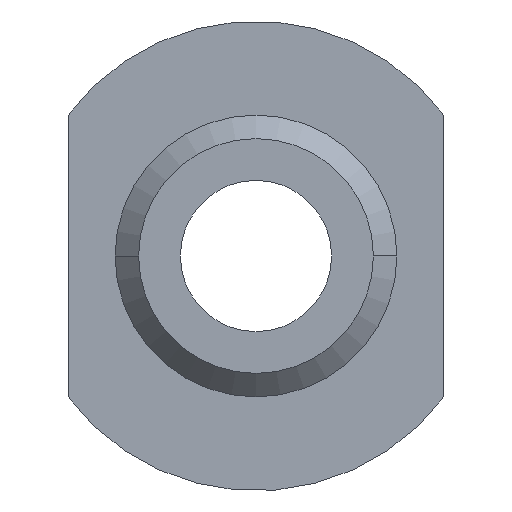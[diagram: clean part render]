
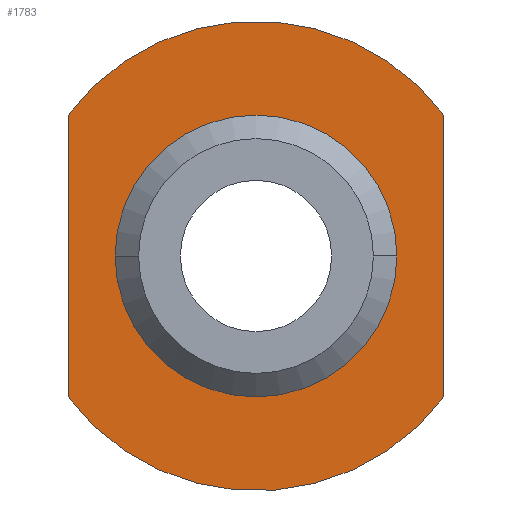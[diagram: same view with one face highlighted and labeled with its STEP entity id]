
A CAD part, left-side view. The second image highlights one B-rep face of the part: STEP entity #1783.
In plain terms, the highlighted planar face has unit normal (-1, 0, 0).
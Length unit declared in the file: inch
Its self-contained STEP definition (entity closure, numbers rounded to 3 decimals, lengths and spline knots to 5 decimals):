
#16 = ORIENTED_EDGE ( 'NONE', *, *, #563, .T. ) ;
#63 = DIRECTION ( 'NONE',  ( 0., 1., 0. ) ) ;
#65 = EDGE_CURVE ( 'NONE', #1127, #1348, #2234, .T. ) ;
#80 = DIRECTION ( 'NONE',  ( 1., 0., 0. ) ) ;
#99 = CIRCLE ( 'NONE', #2567, 0.25 ) ;
#226 = DIRECTION ( 'NONE',  ( 1., 0., 0. ) ) ;
#263 = ORIENTED_EDGE ( 'NONE', *, *, #65, .F. ) ;
#289 = FACE_BOUND ( 'NONE', #2507, .T. ) ;
#415 = CARTESIAN_POINT ( 'NONE',  ( -0.25, -0.15, 0. ) ) ;
#420 = AXIS2_PLACEMENT_3D ( 'NONE', #1542, #80, #63 ) ;
#486 = ORIENTED_EDGE ( 'NONE', *, *, #1187, .F. ) ;
#499 = CIRCLE ( 'NONE', #1047, 0.15 ) ;
#552 = DIRECTION ( 'NONE',  ( 0., 1., 0. ) ) ;
#553 = DIRECTION ( 'NONE',  ( -1., 0., 0. ) ) ;
#563 = EDGE_CURVE ( 'NONE', #1775, #691, #499, .T. ) ;
#594 = EDGE_CURVE ( 'NONE', #2490, #2665, #2399, .T. ) ;
#691 = VERTEX_POINT ( 'NONE', #415 ) ;
#763 = ORIENTED_EDGE ( 'NONE', *, *, #2402, .F. ) ;
#827 = DIRECTION ( 'NONE',  ( 0., 1., 0. ) ) ;
#834 = DIRECTION ( 'NONE',  ( 0., 1., 0. ) ) ;
#857 = ORIENTED_EDGE ( 'NONE', *, *, #594, .F. ) ;
#931 = VECTOR ( 'NONE', #986, 39.37008 ) ;
#986 = DIRECTION ( 'NONE',  ( 0., 0., 1. ) ) ;
#1021 = CARTESIAN_POINT ( 'NONE',  ( -0.25, 0., 0. ) ) ;
#1023 = CIRCLE ( 'NONE', #2799, 0.15 ) ;
#1043 = DIRECTION ( 'NONE',  ( 1., 0., 0. ) ) ;
#1047 = AXIS2_PLACEMENT_3D ( 'NONE', #1021, #1043, #827 ) ;
#1115 = CARTESIAN_POINT ( 'NONE',  ( -0.25, -0.2, 0.15 ) ) ;
#1127 = VERTEX_POINT ( 'NONE', #2058 ) ;
#1162 = CARTESIAN_POINT ( 'NONE',  ( -0.25, 0.2, -0.15 ) ) ;
#1187 = EDGE_CURVE ( 'NONE', #1348, #2490, #99, .T. ) ;
#1249 = CARTESIAN_POINT ( 'NONE',  ( -0.25, 0.2, 0.15 ) ) ;
#1348 = VERTEX_POINT ( 'NONE', #1249 ) ;
#1377 = FACE_OUTER_BOUND ( 'NONE', #1964, .T. ) ;
#1438 = CARTESIAN_POINT ( 'NONE',  ( -0.25, 0., 0. ) ) ;
#1542 = CARTESIAN_POINT ( 'NONE',  ( -0.25, 0., 0. ) ) ;
#1582 = PLANE ( 'NONE',  #2570 ) ;
#1758 = DIRECTION ( 'NONE',  ( 0., 0., -1. ) ) ;
#1775 = VERTEX_POINT ( 'NONE', #2247 ) ;
#1783 = ADVANCED_FACE ( 'NONE', ( #1377, #289 ), #1582, .T. ) ;
#1840 = DIRECTION ( 'NONE',  ( 1., 0., 0. ) ) ;
#1964 = EDGE_LOOP ( 'NONE', ( #263, #763, #857, #486 ) ) ;
#2058 = CARTESIAN_POINT ( 'NONE',  ( -0.25, 0.2, -0.15 ) ) ;
#2108 = CARTESIAN_POINT ( 'NONE',  ( -0.25, -0.2, -0.15 ) ) ;
#2198 = CARTESIAN_POINT ( 'NONE',  ( -0.25, -0.2, -0.15 ) ) ;
#2234 = LINE ( 'NONE', #1162, #931 ) ;
#2247 = CARTESIAN_POINT ( 'NONE',  ( -0.25, 0.15, 0. ) ) ;
#2399 = LINE ( 'NONE', #2198, #2650 ) ;
#2402 = EDGE_CURVE ( 'NONE', #2665, #1127, #2754, .T. ) ;
#2418 = ORIENTED_EDGE ( 'NONE', *, *, #2823, .T. ) ;
#2490 = VERTEX_POINT ( 'NONE', #1115 ) ;
#2507 = EDGE_LOOP ( 'NONE', ( #16, #2418 ) ) ;
#2567 = AXIS2_PLACEMENT_3D ( 'NONE', #1438, #1840, #552 ) ;
#2570 = AXIS2_PLACEMENT_3D ( 'NONE', #2711, #553, #2726 ) ;
#2650 = VECTOR ( 'NONE', #1758, 39.37008 ) ;
#2665 = VERTEX_POINT ( 'NONE', #2108 ) ;
#2711 = CARTESIAN_POINT ( 'NONE',  ( -0.25, 0.15, 0. ) ) ;
#2726 = DIRECTION ( 'NONE',  ( 0., -1., 0. ) ) ;
#2754 = CIRCLE ( 'NONE', #420, 0.25 ) ;
#2794 = CARTESIAN_POINT ( 'NONE',  ( -0.25, 0., 0. ) ) ;
#2799 = AXIS2_PLACEMENT_3D ( 'NONE', #2794, #226, #834 ) ;
#2823 = EDGE_CURVE ( 'NONE', #691, #1775, #1023, .T. ) ;
